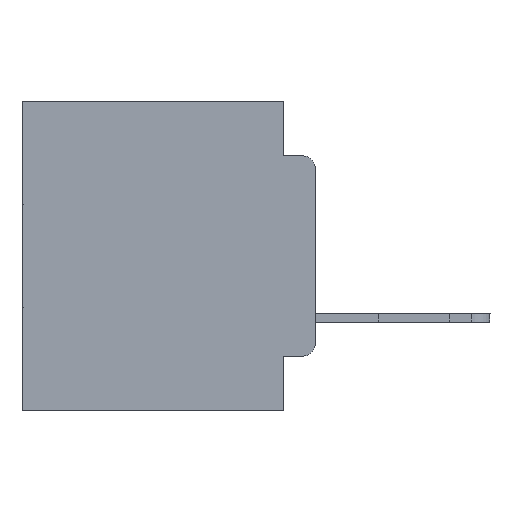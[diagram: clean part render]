
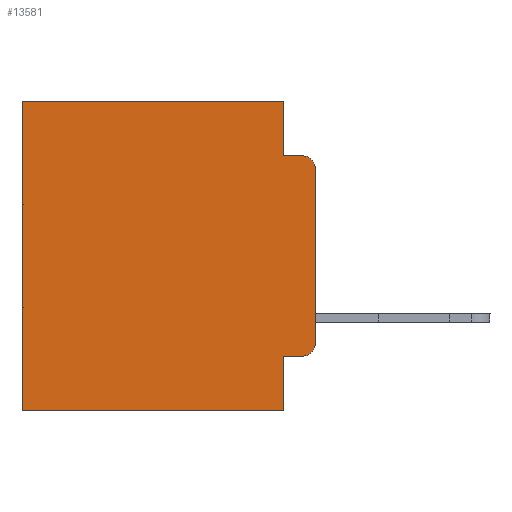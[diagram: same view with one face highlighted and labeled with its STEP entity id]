
A CAD part, left-side view. The second image highlights one B-rep face of the part: STEP entity #13581.
In plain terms, the highlighted planar face has unit normal (-1, 0, 0).
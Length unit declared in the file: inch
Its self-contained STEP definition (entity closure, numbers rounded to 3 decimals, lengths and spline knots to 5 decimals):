
#173 = VECTOR ( 'NONE', #25341, 39.37008 ) ;
#972 = VERTEX_POINT ( 'NONE', #13860 ) ;
#1304 = EDGE_CURVE ( 'NONE', #9199, #7718, #18963, .T. ) ;
#1482 = VECTOR ( 'NONE', #19942, 39.37008 ) ;
#1746 = LINE ( 'NONE', #17878, #28298 ) ;
#2643 = ORIENTED_EDGE ( 'NONE', *, *, #22737, .T. ) ;
#2800 = VECTOR ( 'NONE', #7194, 39.37008 ) ;
#3475 = EDGE_CURVE ( 'NONE', #28399, #14884, #23560, .T. ) ;
#3558 = DIRECTION ( 'NONE',  ( 0., 0., -1. ) ) ;
#3841 = CARTESIAN_POINT ( 'NONE',  ( 0.298, 0.473, 0. ) ) ;
#4424 = DIRECTION ( 'NONE',  ( 0., 0., -1. ) ) ;
#4428 = CARTESIAN_POINT ( 'NONE',  ( 0.298, 0., -0.5 ) ) ;
#4531 = CARTESIAN_POINT ( 'NONE',  ( 0.298, 0.02, -0.3915 ) ) ;
#4730 = AXIS2_PLACEMENT_3D ( 'NONE', #4531, #25411, #4424 ) ;
#4857 = VERTEX_POINT ( 'NONE', #27979 ) ;
#5063 = ORIENTED_EDGE ( 'NONE', *, *, #28959, .F. ) ;
#5239 = EDGE_CURVE ( 'NONE', #14884, #7718, #23423, .T. ) ;
#5253 = VERTEX_POINT ( 'NONE', #30385 ) ;
#5303 = FACE_OUTER_BOUND ( 'NONE', #25648, .T. ) ;
#5693 = CARTESIAN_POINT ( 'NONE',  ( 0.298, 0.051, -0.5 ) ) ;
#6050 = CARTESIAN_POINT ( 'NONE',  ( 0.298, 0.02, -0.1085 ) ) ;
#6151 = DIRECTION ( 'NONE',  ( 1., 0., 0. ) ) ;
#6170 = CARTESIAN_POINT ( 'NONE',  ( 0.298, 0., -0.3915 ) ) ;
#7194 = DIRECTION ( 'NONE',  ( 0., 1., 0. ) ) ;
#7718 = VERTEX_POINT ( 'NONE', #27722 ) ;
#7814 = CARTESIAN_POINT ( 'NONE',  ( 0.298, 0., 0. ) ) ;
#8514 = DIRECTION ( 'NONE',  ( 0., 0., -1. ) ) ;
#9199 = VERTEX_POINT ( 'NONE', #3841 ) ;
#10208 = EDGE_CURVE ( 'NONE', #972, #4857, #1746, .T. ) ;
#10840 = CIRCLE ( 'NONE', #25996, 0.02 ) ;
#10978 = VERTEX_POINT ( 'NONE', #6170 ) ;
#10993 = ORIENTED_EDGE ( 'NONE', *, *, #12104, .F. ) ;
#11202 = CARTESIAN_POINT ( 'NONE',  ( 0.298, 0.473, 0. ) ) ;
#11739 = ORIENTED_EDGE ( 'NONE', *, *, #5239, .F. ) ;
#12104 = EDGE_CURVE ( 'NONE', #23595, #10978, #14503, .T. ) ;
#12417 = CARTESIAN_POINT ( 'NONE',  ( 0.298, 0., 0. ) ) ;
#12452 = ORIENTED_EDGE ( 'NONE', *, *, #10208, .F. ) ;
#12924 = EDGE_CURVE ( 'NONE', #23595, #4857, #10840, .T. ) ;
#13129 = DIRECTION ( 'NONE',  ( 0., 0., -1. ) ) ;
#13581 = ADVANCED_FACE ( 'NONE', ( #5303 ), #29423, .F. ) ;
#13860 = CARTESIAN_POINT ( 'NONE',  ( 0.298, 0.051, -0.0885 ) ) ;
#14349 = EDGE_CURVE ( 'NONE', #5253, #10978, #22510, .T. ) ;
#14503 = LINE ( 'NONE', #12417, #25200 ) ;
#14884 = VERTEX_POINT ( 'NONE', #5693 ) ;
#15703 = DIRECTION ( 'NONE',  ( 0., -1., 0. ) ) ;
#16357 = ORIENTED_EDGE ( 'NONE', *, *, #1304, .T. ) ;
#16705 = EDGE_CURVE ( 'NONE', #27503, #9199, #26139, .T. ) ;
#17337 = DIRECTION ( 'NONE',  ( 0., 0., -1. ) ) ;
#17350 = CARTESIAN_POINT ( 'NONE',  ( 0.298, 0.051, 0. ) ) ;
#17878 = CARTESIAN_POINT ( 'NONE',  ( 0.298, 0.051, -0.0885 ) ) ;
#17924 = AXIS2_PLACEMENT_3D ( 'NONE', #29528, #6151, #8514 ) ;
#18569 = CARTESIAN_POINT ( 'NONE',  ( 0.298, 0.051, 0. ) ) ;
#18963 = LINE ( 'NONE', #11202, #173 ) ;
#19942 = DIRECTION ( 'NONE',  ( 0., -1., 0. ) ) ;
#20773 = ORIENTED_EDGE ( 'NONE', *, *, #14349, .T. ) ;
#20917 = CARTESIAN_POINT ( 'NONE',  ( 0.298, 0., -0.1085 ) ) ;
#21572 = CARTESIAN_POINT ( 'NONE',  ( 0.298, 0.051, -0.4115 ) ) ;
#21728 = VECTOR ( 'NONE', #3558, 39.37008 ) ;
#22510 = CIRCLE ( 'NONE', #4730, 0.02 ) ;
#22737 = EDGE_CURVE ( 'NONE', #28399, #5253, #26514, .T. ) ;
#23423 = LINE ( 'NONE', #4428, #2800 ) ;
#23511 = ORIENTED_EDGE ( 'NONE', *, *, #3475, .F. ) ;
#23560 = LINE ( 'NONE', #17350, #21728 ) ;
#23595 = VERTEX_POINT ( 'NONE', #20917 ) ;
#23904 = VECTOR ( 'NONE', #24051, 39.37008 ) ;
#24051 = DIRECTION ( 'NONE',  ( 0., 1., 0. ) ) ;
#25200 = VECTOR ( 'NONE', #17337, 39.37008 ) ;
#25341 = DIRECTION ( 'NONE',  ( 0., 0., -1. ) ) ;
#25411 = DIRECTION ( 'NONE',  ( -1., 0., 0. ) ) ;
#25548 = VECTOR ( 'NONE', #27550, 39.37008 ) ;
#25648 = EDGE_LOOP ( 'NONE', ( #10993, #27165, #12452, #5063, #28796, #16357, #11739, #23511, #2643, #20773 ) ) ;
#25996 = AXIS2_PLACEMENT_3D ( 'NONE', #6050, #29630, #13129 ) ;
#26139 = LINE ( 'NONE', #7814, #23904 ) ;
#26514 = LINE ( 'NONE', #21572, #1482 ) ;
#26793 = CARTESIAN_POINT ( 'NONE',  ( 0.298, 0.051, 0. ) ) ;
#27165 = ORIENTED_EDGE ( 'NONE', *, *, #12924, .T. ) ;
#27503 = VERTEX_POINT ( 'NONE', #26793 ) ;
#27550 = DIRECTION ( 'NONE',  ( 0., 0., -1. ) ) ;
#27722 = CARTESIAN_POINT ( 'NONE',  ( 0.298, 0.473, -0.5 ) ) ;
#27898 = CARTESIAN_POINT ( 'NONE',  ( 0.298, 0.051, -0.4115 ) ) ;
#27979 = CARTESIAN_POINT ( 'NONE',  ( 0.298, 0.02, -0.0885 ) ) ;
#28298 = VECTOR ( 'NONE', #15703, 39.37008 ) ;
#28399 = VERTEX_POINT ( 'NONE', #27898 ) ;
#28796 = ORIENTED_EDGE ( 'NONE', *, *, #16705, .T. ) ;
#28959 = EDGE_CURVE ( 'NONE', #27503, #972, #30019, .T. ) ;
#29423 = PLANE ( 'NONE',  #17924 ) ;
#29528 = CARTESIAN_POINT ( 'NONE',  ( 0.298, 0., 0. ) ) ;
#29630 = DIRECTION ( 'NONE',  ( -1., 0., 0. ) ) ;
#30019 = LINE ( 'NONE', #18569, #25548 ) ;
#30385 = CARTESIAN_POINT ( 'NONE',  ( 0.298, 0.02, -0.4115 ) ) ;
